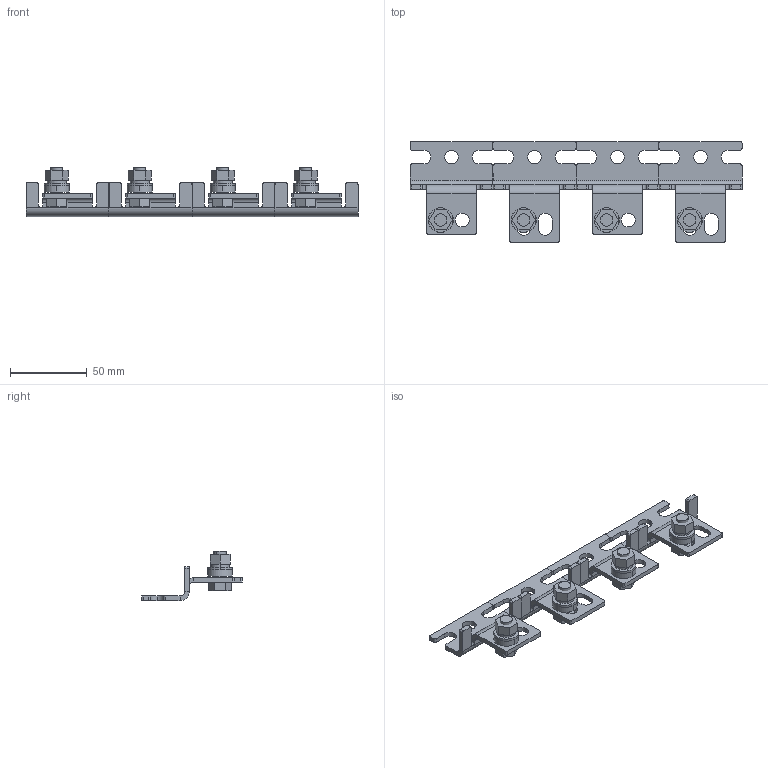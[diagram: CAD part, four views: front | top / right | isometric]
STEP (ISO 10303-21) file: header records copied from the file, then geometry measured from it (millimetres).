
FILE_DESCRIPTION (( 'STEP AP203' ), '1' );
FILE_NAME ('U2631050206 Êîìïëåêò íàñòåííîãî êðåïëåíèÿ óñèëåííûé UC2_UC2M ìàññîé äî 140êã (4øò) (000.801.263).STEP', '2022-04-28T13:55:27', ( '' ), ( '' ), 'SwSTEP 2.0', 'SolidWorks 2017', '' );
FILE_SCHEMA (( 'CONFIG_CONTROL_DESIGN' ));
Length unit declared in the file: millimetre
Products named in the file (8): 嵑殧趌DIN 127A_8; Øàéáà íåéëîí Ø028_Œ8; U2631050206 Êîìïëåêò íàñòåííîãî êðåïëåíèÿ óñèëåííûé UC2_UC2M ìàññîé äî 140êã (4øò) (000.801.263); 鍔錓_7805 翴謷_M8x20; 嵑殧趌11371 翴謷_8; Ãàéêà DIN 934_M8; 037-48 砎閷麠縺_00; 037-47 砎閷麠縺_00
Assembly tree (24 placements, depth 2):
  U2631050206 Êîìïëåêò íàñòåííîãî êðåïëåíèÿ óñèëåííûé UC2_UC2M ìàññîé äî 140êã (4øò) (000.801.263)
    037-47 砎閷麠縺_00  x2
    037-48 砎閷麠縺_00  x2
    Øàéáà íåéëîí Ø028_Œ8  x4
    嵑殧趌DIN 127A_8  x4
    嵑殧趌11371 翴謷_8  x4
    Ãàéêà DIN 934_M8  x4
    鍔錓_7805 翴謷_M8x20  x4
Bounding box: 216 x 65.5 x 32 mm (x, y, z)
Volume: 46420 mm3; surface area: 39749.9 mm2
Topology: 24 solids, 24 shells, 440 faces, 1052 edges, 664 vertices
Faces by surface type: plane 236, cylinder 172, cone 32
Entity records: 6526 total; most frequent: DIRECTION 982, CARTESIAN_POINT 894, ORIENTED_EDGE 852, EDGE_CURVE 426, AXIS2_PLACEMENT_3D 356, LINE 270, VECTOR 270, VERTEX_POINT 268
